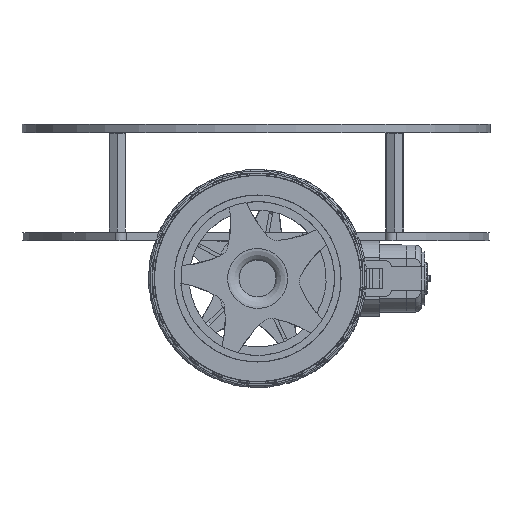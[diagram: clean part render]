
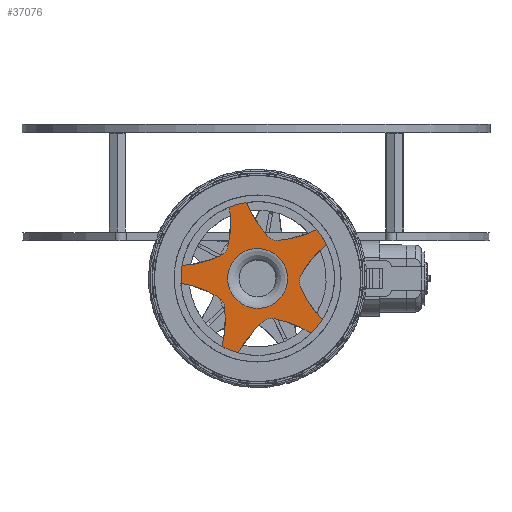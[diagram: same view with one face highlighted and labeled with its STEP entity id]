
A CAD part, left-side view. The second image highlights one B-rep face of the part: STEP entity #37076.
In plain terms, the highlighted planar face has unit normal (-1, 0, 0).
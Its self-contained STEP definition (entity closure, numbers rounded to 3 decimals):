
#882=FACE_BOUND('',#7581,.T.);
#2756=PLANE('',#41301);
#4967=FACE_OUTER_BOUND('',#7580,.T.);
#7580=EDGE_LOOP('',(#33777,#33778,#33779,#33780,#33781,#33782,#33783,#33784,
#33785,#33786,#33787,#33788,#33789,#33790,#33791,#33792,#33793,#33794,#33795,
#33796));
#7581=EDGE_LOOP('',(#33797,#33798));
#15426=CIRCLE('',#41217,23.);
#15428=CIRCLE('',#41219,23.);
#15430=CIRCLE('',#41221,23.);
#15432=CIRCLE('',#41223,23.);
#15434=CIRCLE('',#41225,23.);
#15481=CIRCLE('',#41302,31.);
#15482=CIRCLE('',#41303,4.);
#15483=CIRCLE('',#41304,31.);
#15484=CIRCLE('',#41305,31.);
#15485=CIRCLE('',#41306,4.);
#15486=CIRCLE('',#41307,31.);
#15487=CIRCLE('',#41308,31.);
#15488=CIRCLE('',#41309,4.);
#15489=CIRCLE('',#41310,31.);
#15490=CIRCLE('',#41311,31.);
#15491=CIRCLE('',#41312,4.);
#15492=CIRCLE('',#41313,31.);
#15493=CIRCLE('',#41314,31.);
#15494=CIRCLE('',#41315,4.);
#15495=CIRCLE('',#41316,31.);
#15496=CIRCLE('',#41317,8.964);
#15497=CIRCLE('',#41318,8.964);
#18573=VERTEX_POINT('',#63951);
#18574=VERTEX_POINT('',#63953);
#18577=VERTEX_POINT('',#63959);
#18578=VERTEX_POINT('',#63961);
#18581=VERTEX_POINT('',#63967);
#18582=VERTEX_POINT('',#63969);
#18585=VERTEX_POINT('',#63975);
#18586=VERTEX_POINT('',#63977);
#18589=VERTEX_POINT('',#63983);
#18590=VERTEX_POINT('',#63985);
#18632=VERTEX_POINT('',#64125);
#18633=VERTEX_POINT('',#64127);
#18634=VERTEX_POINT('',#64130);
#18635=VERTEX_POINT('',#64132);
#18636=VERTEX_POINT('',#64135);
#18637=VERTEX_POINT('',#64137);
#18638=VERTEX_POINT('',#64140);
#18639=VERTEX_POINT('',#64142);
#18640=VERTEX_POINT('',#64145);
#18641=VERTEX_POINT('',#64147);
#18642=VERTEX_POINT('',#64150);
#18643=VERTEX_POINT('',#64151);
#23642=EDGE_CURVE('',#18573,#18574,#15426,.T.);
#23646=EDGE_CURVE('',#18577,#18578,#15428,.T.);
#23650=EDGE_CURVE('',#18581,#18582,#15430,.T.);
#23654=EDGE_CURVE('',#18585,#18586,#15432,.T.);
#23658=EDGE_CURVE('',#18589,#18590,#15434,.T.);
#23726=EDGE_CURVE('',#18577,#18632,#15481,.T.);
#23727=EDGE_CURVE('',#18632,#18633,#15482,.T.);
#23728=EDGE_CURVE('',#18633,#18574,#15483,.T.);
#23729=EDGE_CURVE('',#18573,#18634,#15484,.T.);
#23730=EDGE_CURVE('',#18634,#18635,#15485,.T.);
#23731=EDGE_CURVE('',#18635,#18590,#15486,.T.);
#23732=EDGE_CURVE('',#18589,#18636,#15487,.T.);
#23733=EDGE_CURVE('',#18636,#18637,#15488,.T.);
#23734=EDGE_CURVE('',#18637,#18586,#15489,.T.);
#23735=EDGE_CURVE('',#18585,#18638,#15490,.T.);
#23736=EDGE_CURVE('',#18638,#18639,#15491,.T.);
#23737=EDGE_CURVE('',#18639,#18582,#15492,.T.);
#23738=EDGE_CURVE('',#18581,#18640,#15493,.T.);
#23739=EDGE_CURVE('',#18640,#18641,#15494,.T.);
#23740=EDGE_CURVE('',#18641,#18578,#15495,.T.);
#23741=EDGE_CURVE('',#18642,#18643,#15496,.T.);
#23742=EDGE_CURVE('',#18643,#18642,#15497,.T.);
#33777=ORIENTED_EDGE('',*,*,#23726,.T.);
#33778=ORIENTED_EDGE('',*,*,#23727,.T.);
#33779=ORIENTED_EDGE('',*,*,#23728,.T.);
#33780=ORIENTED_EDGE('',*,*,#23642,.F.);
#33781=ORIENTED_EDGE('',*,*,#23729,.T.);
#33782=ORIENTED_EDGE('',*,*,#23730,.T.);
#33783=ORIENTED_EDGE('',*,*,#23731,.T.);
#33784=ORIENTED_EDGE('',*,*,#23658,.F.);
#33785=ORIENTED_EDGE('',*,*,#23732,.T.);
#33786=ORIENTED_EDGE('',*,*,#23733,.T.);
#33787=ORIENTED_EDGE('',*,*,#23734,.T.);
#33788=ORIENTED_EDGE('',*,*,#23654,.F.);
#33789=ORIENTED_EDGE('',*,*,#23735,.T.);
#33790=ORIENTED_EDGE('',*,*,#23736,.T.);
#33791=ORIENTED_EDGE('',*,*,#23737,.T.);
#33792=ORIENTED_EDGE('',*,*,#23650,.F.);
#33793=ORIENTED_EDGE('',*,*,#23738,.T.);
#33794=ORIENTED_EDGE('',*,*,#23739,.T.);
#33795=ORIENTED_EDGE('',*,*,#23740,.T.);
#33796=ORIENTED_EDGE('',*,*,#23646,.F.);
#33797=ORIENTED_EDGE('',*,*,#23741,.T.);
#33798=ORIENTED_EDGE('',*,*,#23742,.T.);
#37076=ADVANCED_FACE('',(#4967,#882),#2756,.F.);
#41217=AXIS2_PLACEMENT_3D('',#63954,#52231,#52232);
#41219=AXIS2_PLACEMENT_3D('',#63962,#52237,#52238);
#41221=AXIS2_PLACEMENT_3D('',#63970,#52243,#52244);
#41223=AXIS2_PLACEMENT_3D('',#63978,#52249,#52250);
#41225=AXIS2_PLACEMENT_3D('',#63986,#52255,#52256);
#41301=AXIS2_PLACEMENT_3D('',#64124,#52428,#52429);
#41302=AXIS2_PLACEMENT_3D('',#64126,#52430,#52431);
#41303=AXIS2_PLACEMENT_3D('',#64128,#52432,#52433);
#41304=AXIS2_PLACEMENT_3D('',#64129,#52434,#52435);
#41305=AXIS2_PLACEMENT_3D('',#64131,#52436,#52437);
#41306=AXIS2_PLACEMENT_3D('',#64133,#52438,#52439);
#41307=AXIS2_PLACEMENT_3D('',#64134,#52440,#52441);
#41308=AXIS2_PLACEMENT_3D('',#64136,#52442,#52443);
#41309=AXIS2_PLACEMENT_3D('',#64138,#52444,#52445);
#41310=AXIS2_PLACEMENT_3D('',#64139,#52446,#52447);
#41311=AXIS2_PLACEMENT_3D('',#64141,#52448,#52449);
#41312=AXIS2_PLACEMENT_3D('',#64143,#52450,#52451);
#41313=AXIS2_PLACEMENT_3D('',#64144,#52452,#52453);
#41314=AXIS2_PLACEMENT_3D('',#64146,#52454,#52455);
#41315=AXIS2_PLACEMENT_3D('',#64148,#52456,#52457);
#41316=AXIS2_PLACEMENT_3D('',#64149,#52458,#52459);
#41317=AXIS2_PLACEMENT_3D('',#64152,#52460,#52461);
#41318=AXIS2_PLACEMENT_3D('',#64153,#52462,#52463);
#52231=DIRECTION('center_axis',(1.,0.,0.));
#52232=DIRECTION('ref_axis',(0.,-0.951,-0.309));
#52237=DIRECTION('center_axis',(1.,0.,0.));
#52238=DIRECTION('ref_axis',(0.,0.,-1.));
#52243=DIRECTION('center_axis',(1.,0.,0.));
#52244=DIRECTION('ref_axis',(0.,0.951,-0.309));
#52249=DIRECTION('center_axis',(1.,0.,0.));
#52250=DIRECTION('ref_axis',(0.,0.588,0.809));
#52255=DIRECTION('center_axis',(1.,0.,0.));
#52256=DIRECTION('ref_axis',(0.,-0.588,0.809));
#52428=DIRECTION('center_axis',(1.,0.,0.));
#52429=DIRECTION('ref_axis',(0.,0.,-1.));
#52430=DIRECTION('center_axis',(1.,0.,0.));
#52431=DIRECTION('ref_axis',(0.,0.,-1.));
#52432=DIRECTION('center_axis',(1.,0.,0.));
#52433=DIRECTION('ref_axis',(0.,0.,-1.));
#52434=DIRECTION('center_axis',(1.,0.,0.));
#52435=DIRECTION('ref_axis',(0.,0.,-1.));
#52436=DIRECTION('center_axis',(1.,0.,0.));
#52437=DIRECTION('ref_axis',(0.,0.,-1.));
#52438=DIRECTION('center_axis',(1.,0.,0.));
#52439=DIRECTION('ref_axis',(0.,0.,-1.));
#52440=DIRECTION('center_axis',(1.,0.,0.));
#52441=DIRECTION('ref_axis',(0.,0.,-1.));
#52442=DIRECTION('center_axis',(1.,0.,0.));
#52443=DIRECTION('ref_axis',(0.,0.,-1.));
#52444=DIRECTION('center_axis',(1.,0.,0.));
#52445=DIRECTION('ref_axis',(0.,0.,-1.));
#52446=DIRECTION('center_axis',(1.,0.,0.));
#52447=DIRECTION('ref_axis',(0.,0.,-1.));
#52448=DIRECTION('center_axis',(1.,0.,0.));
#52449=DIRECTION('ref_axis',(0.,0.,-1.));
#52450=DIRECTION('center_axis',(1.,0.,0.));
#52451=DIRECTION('ref_axis',(0.,0.,-1.));
#52452=DIRECTION('center_axis',(1.,0.,0.));
#52453=DIRECTION('ref_axis',(0.,0.,-1.));
#52454=DIRECTION('center_axis',(1.,0.,0.));
#52455=DIRECTION('ref_axis',(0.,0.,-1.));
#52456=DIRECTION('center_axis',(1.,0.,0.));
#52457=DIRECTION('ref_axis',(0.,0.,-1.));
#52458=DIRECTION('center_axis',(1.,0.,0.));
#52459=DIRECTION('ref_axis',(0.,0.,-1.));
#52460=DIRECTION('center_axis',(1.,0.,0.));
#52461=DIRECTION('ref_axis',(0.,0.,-1.));
#52462=DIRECTION('center_axis',(1.,0.,0.));
#52463=DIRECTION('ref_axis',(0.,0.,-1.));
#63951=CARTESIAN_POINT('',(3.5,4.564,-22.543));
#63953=CARTESIAN_POINT('',(3.5,9.557,-20.92));
#63954=CARTESIAN_POINT('Origin',(3.5,0.,0.));
#63959=CARTESIAN_POINT('',(3.5,22.85,-2.625));
#63961=CARTESIAN_POINT('',(3.5,22.85,2.625));
#63962=CARTESIAN_POINT('Origin',(3.5,0.,0.));
#63967=CARTESIAN_POINT('',(3.5,9.557,20.92));
#63969=CARTESIAN_POINT('',(3.5,4.564,22.543));
#63970=CARTESIAN_POINT('Origin',(3.5,0.,0.));
#63975=CARTESIAN_POINT('',(3.5,-16.943,15.554));
#63977=CARTESIAN_POINT('',(3.5,-20.029,11.307));
#63978=CARTESIAN_POINT('Origin',(3.5,0.,0.));
#63983=CARTESIAN_POINT('',(3.5,-20.029,-11.307));
#63985=CARTESIAN_POINT('',(3.5,-16.943,-15.554));
#63986=CARTESIAN_POINT('Origin',(3.5,0.,0.));
#64124=CARTESIAN_POINT('Origin',(3.5,0.,0.));
#64125=CARTESIAN_POINT('',(3.5,11.452,-6.189));
#64126=CARTESIAN_POINT('Origin',(3.5,26.23,-33.44));
#64127=CARTESIAN_POINT('',(3.5,9.425,-8.979));
#64128=CARTESIAN_POINT('Origin',(3.5,13.359,-9.706));
#64129=CARTESIAN_POINT('Origin',(3.5,39.909,-14.612));
#64130=CARTESIAN_POINT('',(3.5,-2.348,-12.804));
#64131=CARTESIAN_POINT('Origin',(3.5,-23.698,-35.28));
#64132=CARTESIAN_POINT('',(3.5,-5.627,-11.738));
#64133=CARTESIAN_POINT('Origin',(3.5,-5.103,-15.704));
#64134=CARTESIAN_POINT('Origin',(3.5,-1.565,-42.471));
#64135=CARTESIAN_POINT('',(3.5,-12.903,-1.724));
#64136=CARTESIAN_POINT('Origin',(3.5,-40.876,11.636));
#64137=CARTESIAN_POINT('',(3.5,-12.903,1.724));
#64138=CARTESIAN_POINT('Origin',(3.5,-16.512,0.));
#64139=CARTESIAN_POINT('Origin',(3.5,-40.876,-11.636));
#64140=CARTESIAN_POINT('',(3.5,-5.627,11.738));
#64141=CARTESIAN_POINT('Origin',(3.5,-1.565,42.471));
#64142=CARTESIAN_POINT('',(3.5,-2.348,12.804));
#64143=CARTESIAN_POINT('Origin',(3.5,-5.103,15.704));
#64144=CARTESIAN_POINT('Origin',(3.5,-23.698,35.28));
#64145=CARTESIAN_POINT('',(3.5,9.425,8.979));
#64146=CARTESIAN_POINT('Origin',(3.5,39.909,14.612));
#64147=CARTESIAN_POINT('',(3.5,11.452,6.189));
#64148=CARTESIAN_POINT('Origin',(3.5,13.359,9.706));
#64149=CARTESIAN_POINT('Origin',(3.5,26.23,33.44));
#64150=CARTESIAN_POINT('',(3.5,0.,-8.964));
#64151=CARTESIAN_POINT('',(3.5,0.,8.964));
#64152=CARTESIAN_POINT('Origin',(3.5,0.,0.));
#64153=CARTESIAN_POINT('Origin',(3.5,0.,0.));
